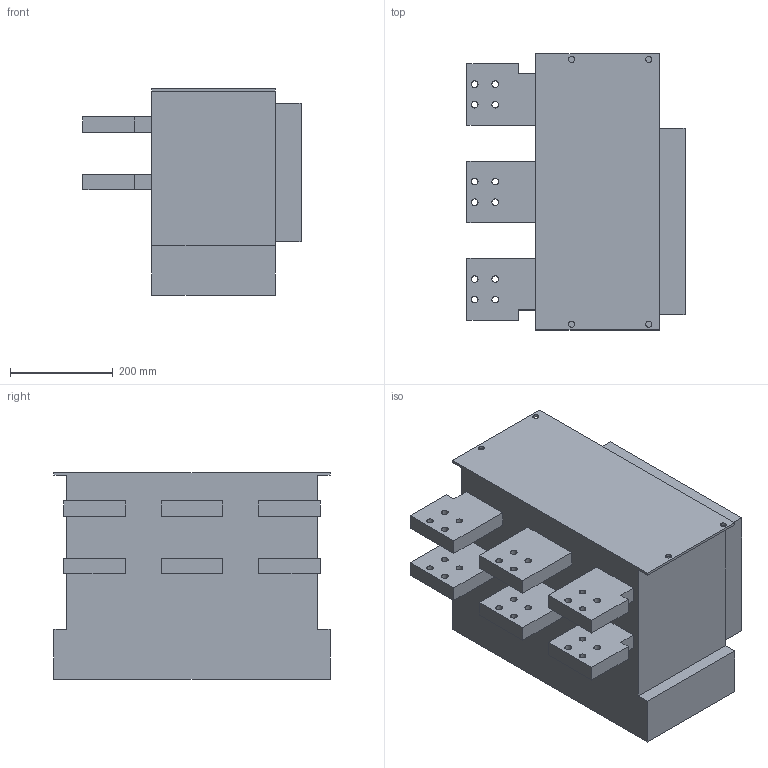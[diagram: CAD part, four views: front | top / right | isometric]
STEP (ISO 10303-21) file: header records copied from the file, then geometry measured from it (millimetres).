
FILE_DESCRIPTION((''),'2;1');
FILE_NAME('NA1-3200G-4','2019-04-26T',('hyha'),(''),'CREO PARAMETRIC BY PTC INC, 2015480','CREO PARAMETRIC BY PTC INC, 2015480','');
FILE_SCHEMA(('AUTOMOTIVE_DESIGN { 1 0 10303 214 1 1 1 1 }'));
Length unit declared in the file: millimetre
Products named in the file (1): NA1-3200G-4
Bounding box: 424 x 537 x 402 mm (x, y, z)
Volume: 55793630.8 mm3; surface area: 1203011.4 mm2
Topology: 1 solids, 1 shells, 113 faces, 312 edges, 208 vertices
Faces by surface type: plane 57, cylinder 56
Entity records: 3818 total; most frequent: DIRECTION 650, CARTESIAN_POINT 635, ORIENTED_EDGE 624, EDGE_CURVE 312, AXIS2_PLACEMENT_3D 225, VERTEX_POINT 208, VECTOR 200, LINE 200
